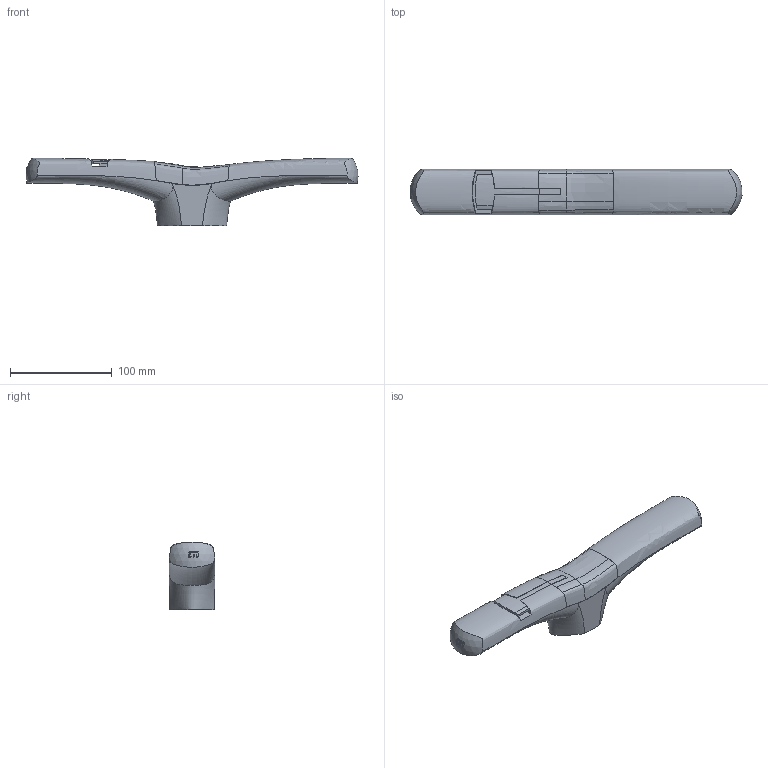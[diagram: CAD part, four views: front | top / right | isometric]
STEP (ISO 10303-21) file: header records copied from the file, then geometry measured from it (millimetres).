
FILE_DESCRIPTION((''),'2;1');
FILE_NAME('004661482_LBS-DH3200-B_ASM','2021-10-01T',('marketing.praksa'),('Audax d.o.o.'),'CREO PARAMETRIC BY PTC INC, 2017480','CREO PARAMETRIC BY PTC INC, 2017480','');
FILE_SCHEMA(('AUTOMOTIVE_DESIGN { 1 0 10303 214 1 1 1 1 }'));
Length unit declared in the file: millimetre
Products named in the file (8): ORIGINAL_1_1; PRT9563_1_1_2_3_4_5_6_7_8_9_1_1; PRT9563_1_1_2_3_4_5_6_7_8_9_1_2; PRT9563_1_1_2_3_4_5_6_7_8_9_1_3; PRT9563_1_1_2_3_4_5_6_7_8_9_10_ASM; PRT9562_1_1_2_3_4_5_6_7_8_9__11; WHITE_1_1; 004661482_LBS-DH3200-B_ASM
Assembly tree (7 placements, depth 3):
  004661482_LBS-DH3200-B_ASM
    ORIGINAL_1_1
    PRT9563_1_1_2_3_4_5_6_7_8_9_10_ASM
      PRT9563_1_1_2_3_4_5_6_7_8_9_1_1
      PRT9563_1_1_2_3_4_5_6_7_8_9_1_2
      PRT9563_1_1_2_3_4_5_6_7_8_9_1_3
    PRT9562_1_1_2_3_4_5_6_7_8_9__11
    WHITE_1_1
Bounding box: 326.93 x 44.99 x 66.29 mm (x, y, z)
Volume: 419053.7 mm3; surface area: 61498.2 mm2
Topology: 6 solids, 6 shells, 192 faces, 533 edges, 358 vertices
Faces by surface type: plane 96, cylinder 58, bspline 28, extrusion 4, cone 4, sphere 2
Entity records: 26307 total; most frequent: CARTESIAN_POINT 18484, ORIENTED_EDGE 1066, DIRECTION 755, PRESENTATION_STYLE_ASSIGNMENT 678, STYLED_ITEM 678, CURVE_STYLE 535, EDGE_CURVE 533, VERTEX_POINT 358
